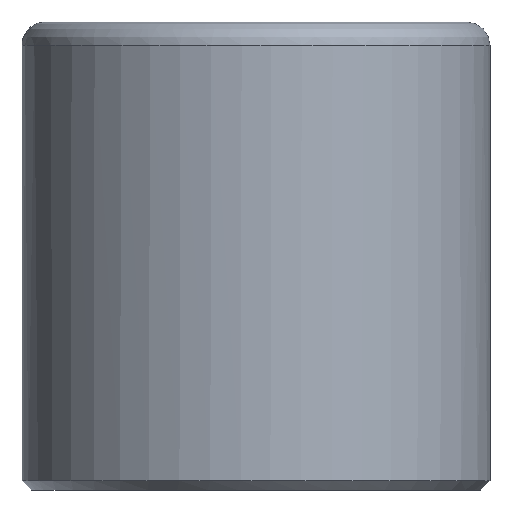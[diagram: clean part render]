
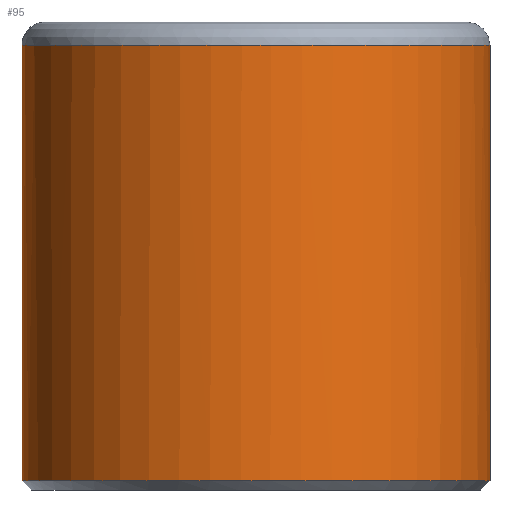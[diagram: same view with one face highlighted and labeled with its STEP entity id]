
A CAD part, front view. The second image highlights one B-rep face of the part: STEP entity #95.
In plain terms, the highlighted free-form (B-spline) face has degree [1, 2] with [2, 9] control points.
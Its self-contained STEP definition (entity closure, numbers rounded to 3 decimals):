
#34 = VERTEX_POINT('',#35);
#35 = CARTESIAN_POINT('',(-7.106,0.,13.502));
#41 = EDGE_CURVE('',#34,#42,#44,.T.);
#42 = VERTEX_POINT('',#43);
#43 = CARTESIAN_POINT('',(7.106,0.,13.502));
#44 = ( BOUNDED_CURVE() B_SPLINE_CURVE(2,(#45,#46,#47,#48,#49),
.UNSPECIFIED.,.F.,.F.) B_SPLINE_CURVE_WITH_KNOTS((3,2,3),(
    0.,1.571,3.142),.UNSPECIFIED.) 
CURVE() GEOMETRIC_REPRESENTATION_ITEM() RATIONAL_B_SPLINE_CURVE((1.,
0.707,1.,0.707,1.)) REPRESENTATION_ITEM('') );
#45 = CARTESIAN_POINT('',(-7.106,0.,13.502));
#46 = CARTESIAN_POINT('',(-7.106,-7.106,
    13.502));
#47 = CARTESIAN_POINT('',(0.,-7.106,
    13.502));
#48 = CARTESIAN_POINT('',(7.106,-7.106,13.502
    ));
#49 = CARTESIAN_POINT('',(7.106,0.,
    13.502));
#51 = EDGE_CURVE('',#42,#34,#52,.T.);
#52 = ( BOUNDED_CURVE() B_SPLINE_CURVE(2,(#53,#54,#55,#56,#57),
.UNSPECIFIED.,.F.,.F.) B_SPLINE_CURVE_WITH_KNOTS((3,2,3),(-3.142
,-1.571,0.),.UNSPECIFIED.) CURVE() 
GEOMETRIC_REPRESENTATION_ITEM() RATIONAL_B_SPLINE_CURVE((1.,
0.707,1.,0.707,1.)) REPRESENTATION_ITEM('') );
#53 = CARTESIAN_POINT('',(7.106,0.,13.502));
#54 = CARTESIAN_POINT('',(7.106,7.106,13.502)
  );
#55 = CARTESIAN_POINT('',(0.,7.106,
    13.502));
#56 = CARTESIAN_POINT('',(-7.106,7.106,13.502
    ));
#57 = CARTESIAN_POINT('',(-7.106,0.,13.502));
#95 = ADVANCED_FACE('',(#96),#126,.T.);
#96 = FACE_BOUND('',#97,.T.);
#97 = EDGE_LOOP('',(#98,#99,#100,#107,#117,#125));
#98 = ORIENTED_EDGE('',*,*,#51,.F.);
#99 = ORIENTED_EDGE('',*,*,#41,.F.);
#100 = ORIENTED_EDGE('',*,*,#101,.T.);
#101 = EDGE_CURVE('',#34,#102,#104,.T.);
#102 = VERTEX_POINT('',#103);
#103 = CARTESIAN_POINT('',(-7.106,0.,0.284));
#104 = B_SPLINE_CURVE_WITH_KNOTS('',1,(#105,#106),.UNSPECIFIED.,.F.,.F.,
  (2,2),(-1.9,-0.04),.PIECEWISE_BEZIER_KNOTS.);
#105 = CARTESIAN_POINT('',(-7.106,0.,13.502));
#106 = CARTESIAN_POINT('',(-7.106,0.,0.284));
#107 = ORIENTED_EDGE('',*,*,#108,.F.);
#108 = EDGE_CURVE('',#109,#102,#111,.T.);
#109 = VERTEX_POINT('',#110);
#110 = CARTESIAN_POINT('',(7.106,0.,
    0.284));
#111 = ( BOUNDED_CURVE() B_SPLINE_CURVE(2,(#112,#113,#114,#115,#116),
.UNSPECIFIED.,.F.,.F.) B_SPLINE_CURVE_WITH_KNOTS((3,2,3),(-3.142
,-1.571,0.),.UNSPECIFIED.) CURVE() 
GEOMETRIC_REPRESENTATION_ITEM() RATIONAL_B_SPLINE_CURVE((1.,
0.707,1.,0.707,1.)) REPRESENTATION_ITEM('') );
#112 = CARTESIAN_POINT('',(7.106,0.,
    0.284));
#113 = CARTESIAN_POINT('',(7.106,-7.106,0.284
    ));
#114 = CARTESIAN_POINT('',(0.,-7.106,
    0.284));
#115 = CARTESIAN_POINT('',(-7.106,-7.106,
    0.284));
#116 = CARTESIAN_POINT('',(-7.106,0.,0.284));
#117 = ORIENTED_EDGE('',*,*,#118,.F.);
#118 = EDGE_CURVE('',#102,#109,#119,.T.);
#119 = ( BOUNDED_CURVE() B_SPLINE_CURVE(2,(#120,#121,#122,#123,#124),
.UNSPECIFIED.,.F.,.F.) B_SPLINE_CURVE_WITH_KNOTS((3,2,3),(0.,
1.571,3.142),.UNSPECIFIED.) CURVE() 
GEOMETRIC_REPRESENTATION_ITEM() RATIONAL_B_SPLINE_CURVE((1.,
0.707,1.,0.707,1.)) REPRESENTATION_ITEM('') );
#120 = CARTESIAN_POINT('',(-7.106,0.,0.284));
#121 = CARTESIAN_POINT('',(-7.106,7.106,0.284
    ));
#122 = CARTESIAN_POINT('',(0.,7.106,
    0.284));
#123 = CARTESIAN_POINT('',(7.106,7.106,0.284)
  );
#124 = CARTESIAN_POINT('',(7.106,0.,
    0.284));
#125 = ORIENTED_EDGE('',*,*,#101,.F.);
#126 = ( BOUNDED_SURFACE() B_SPLINE_SURFACE(1,2,(
    (#127,#128,#129,#130,#131,#132,#133,#134,#135)
    ,(#136,#137,#138,#139,#140,#141,#142,#143,#144
)),.UNSPECIFIED.,.F.,.T.,.F.) B_SPLINE_SURFACE_WITH_KNOTS((2,2),(1,2,2,2
    ,2,2,1),(0.04,1.9),(-4.712,-3.142,-1.571
    ,0.,1.571,3.142,4.712),.UNSPECIFIED.) 
GEOMETRIC_REPRESENTATION_ITEM() RATIONAL_B_SPLINE_SURFACE((
    (1.,0.707,1.,0.707,1.,0.707,1.
      ,0.707,1.)
    ,(1.,0.707,1.,0.707,1.,0.707,1.
,0.707,1.))) REPRESENTATION_ITEM('') SURFACE() );
#127 = CARTESIAN_POINT('',(-7.106,0.,13.502));
#128 = CARTESIAN_POINT('',(-7.106,-7.106,
    13.502));
#129 = CARTESIAN_POINT('',(0.,-7.106,13.502));
#130 = CARTESIAN_POINT('',(7.106,-7.106,
    13.502));
#131 = CARTESIAN_POINT('',(7.106,0.,13.502));
#132 = CARTESIAN_POINT('',(7.106,7.106,13.502
    ));
#133 = CARTESIAN_POINT('',(0.,7.106,13.502));
#134 = CARTESIAN_POINT('',(-7.106,7.106,
    13.502));
#135 = CARTESIAN_POINT('',(-7.106,0.,13.502));
#136 = CARTESIAN_POINT('',(-7.106,0.,0.284));
#137 = CARTESIAN_POINT('',(-7.106,-7.106,
    0.284));
#138 = CARTESIAN_POINT('',(0.,-7.106,0.284));
#139 = CARTESIAN_POINT('',(7.106,-7.106,0.284
    ));
#140 = CARTESIAN_POINT('',(7.106,0.,0.284));
#141 = CARTESIAN_POINT('',(7.106,7.106,0.284)
  );
#142 = CARTESIAN_POINT('',(0.,7.106,0.284));
#143 = CARTESIAN_POINT('',(-7.106,7.106,0.284
    ));
#144 = CARTESIAN_POINT('',(-7.106,0.,0.284));
